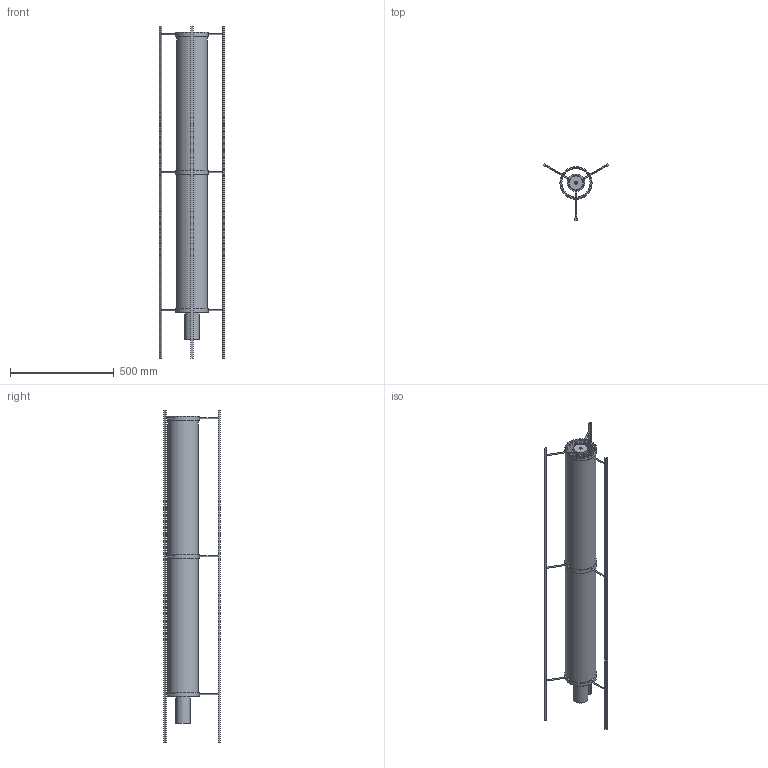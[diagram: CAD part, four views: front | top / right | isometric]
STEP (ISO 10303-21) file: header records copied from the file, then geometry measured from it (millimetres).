
FILE_DESCRIPTION(/* description */ (''),/* implementation_level */ '2;1');
FILE_NAME(/* name */ 'K46 - nieuwe kap v3.step',/* time_stamp */ '2022-05-05T11:06:05+02:00',/* author */ (''),/* organization */ (''),/* preprocessor_version */ 'ST-DEVELOPER v18.1',/* originating_system */ 'Autodesk Translation Framework v10.14.0.1471',/* authorisation */ '');
FILE_SCHEMA (('AUTOMOTIVE_DESIGN { 1 0 10303 214 3 1 1 }'));
Length unit declared in the file: millimetre
Products named in the file (4): K46 - nieuwe kap; Ring lampenkap versie 2; Component1; K46 - Kho Liang Ie v38
Assembly tree (3 placements, depth 3):
  K46 - nieuwe kap
    Ring lampenkap versie 2
      Component1
    K46 - Kho Liang Ie v38
Bounding box: 316.77 x 274.33 x 1600 mm (x, y, z)
Volume: 2652013.3 mm3; surface area: 1818584.4 mm2
Topology: 27 solids, 27 shells, 147 faces, 285 edges, 194 vertices
Faces by surface type: cylinder 82, plane 65
Full cylindrical faces by diameter (mm): 3.6 x12, 4 x6, 6 x15, 10 x1, 14 x2, 30 x1, 40 x1, 66 x5, 70 x2, 72 x1, 147 x1, 148 x2, 149 x3, 155 x3
Entity records: 4287 total; most frequent: CARTESIAN_POINT 942, DIRECTION 709, ORIENTED_EDGE 570, AXIS2_PLACEMENT_3D 291, EDGE_CURVE 285, EDGE_LOOP 213, VERTEX_POINT 194, FACE_OUTER_BOUND 147
